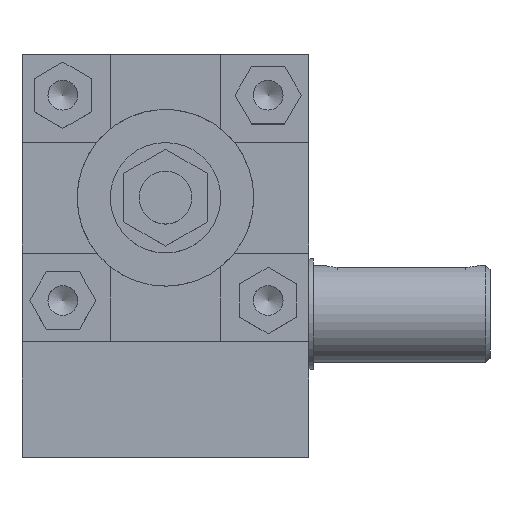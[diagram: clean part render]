
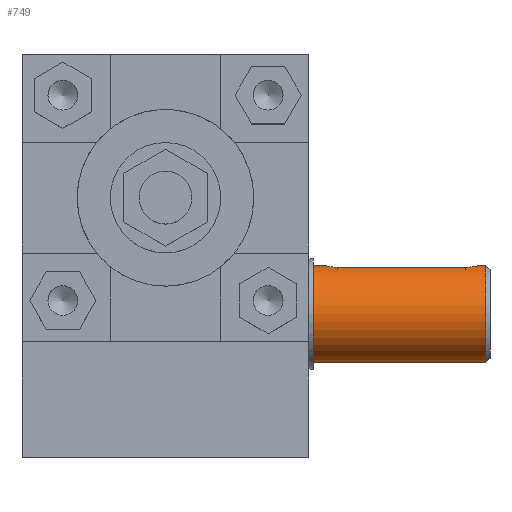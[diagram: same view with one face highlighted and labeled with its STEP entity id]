
A CAD part, top view. The second image highlights one B-rep face of the part: STEP entity #749.
In plain terms, the highlighted cylindrical face has radius 11 mm (diameter 22 mm), a full revolution.
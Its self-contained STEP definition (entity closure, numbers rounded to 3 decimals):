
#654=CARTESIAN_POINT('',(72.5,-26.,-95.5));
#655=VERTEX_POINT('',#654);
#656=CARTESIAN_POINT('',(72.5,-26.,-84.5));
#657=DIRECTION('',(1.0,0.0,0.0));
#658=DIRECTION('',(0.0,0.0,1.0));
#659=AXIS2_PLACEMENT_3D('',#656,#657,#658);
#660=CIRCLE('',#659,11.0);
#661=EDGE_CURVE('',#655,#655,#660,.T.);
#666=CARTESIAN_POINT('',(33.5,-26.,-84.5));
#667=DIRECTION('',(1.0,0.,0.0));
#668=DIRECTION('',(0.0,0.0,1.0));
#669=AXIS2_PLACEMENT_3D('',#666,#667,#668);
#670=CYLINDRICAL_SURFACE('',#669,11.0);
#671=CARTESIAN_POINT('',(33.5,-26.,-95.5));
#672=VERTEX_POINT('',#671);
#673=CARTESIAN_POINT('',(33.5,-26.,-84.5));
#674=DIRECTION('',(-1.0,0.0,0.0));
#675=DIRECTION('',(0.0,0.0,1.0));
#676=AXIS2_PLACEMENT_3D('',#673,#674,#675);
#677=CIRCLE('',#676,11.0);
#678=EDGE_CURVE('',#672,#672,#677,.T.);
#679=ORIENTED_EDGE('',*,*,#678,.F.);
#680=EDGE_LOOP('',(#679));
#681=FACE_OUTER_BOUND('',#680,.T.);
#682=CARTESIAN_POINT('',(68.0,-15.417,-87.5));
#683=VERTEX_POINT('',#682);
#684=CARTESIAN_POINT('',(68.0,-15.417,-81.5));
#685=VERTEX_POINT('',#684);
#686=CARTESIAN_POINT('',(68.0,-15.417,-87.5));
#687=CARTESIAN_POINT('',(68.379,-15.417,-87.5));
#688=CARTESIAN_POINT('',(68.781,-15.395,-87.424));
#689=CARTESIAN_POINT('',(69.52,-15.315,-87.117));
#690=CARTESIAN_POINT('',(69.856,-15.259,-86.887));
#691=CARTESIAN_POINT('',(70.387,-15.154,-86.356));
#692=CARTESIAN_POINT('',(70.617,-15.099,-86.02));
#693=CARTESIAN_POINT('',(70.924,-15.022,-85.281));
#694=CARTESIAN_POINT('',(71.0,-15.,-84.879));
#695=CARTESIAN_POINT('',(71.0,-15.,-84.121));
#696=CARTESIAN_POINT('',(70.924,-15.022,-83.719));
#697=CARTESIAN_POINT('',(70.617,-15.099,-82.98));
#698=CARTESIAN_POINT('',(70.387,-15.154,-82.644));
#699=CARTESIAN_POINT('',(69.856,-15.259,-82.113));
#700=CARTESIAN_POINT('',(69.52,-15.315,-81.883));
#701=CARTESIAN_POINT('',(68.781,-15.395,-81.576));
#702=CARTESIAN_POINT('',(68.379,-15.417,-81.5));
#703=CARTESIAN_POINT('',(68.0,-15.417,-81.5));
#704=B_SPLINE_CURVE_WITH_KNOTS('',3,(#686,#687,#688,#689,#690,#691,#692,#693,#694,#695,#696,#697,#698,#699,#700,#701,#702,#703),.UNSPECIFIED.,.F.,.U.,(4,2,2,2,2,2,2,2,4),(0.0,0.114,0.227,0.341,0.455,0.568,0.682,0.795,0.909),.UNSPECIFIED.);
#705=EDGE_CURVE('',#683,#685,#704,.T.);
#706=ORIENTED_EDGE('',*,*,#705,.T.);
#707=CARTESIAN_POINT('',(39.0,-15.417,-81.5));
#708=VERTEX_POINT('',#707);
#709=CARTESIAN_POINT('',(68.0,-15.417,-81.5));
#710=DIRECTION('',(-1.0,0.0,0.0));
#711=VECTOR('',#710,29.0);
#712=LINE('',#709,#711);
#713=EDGE_CURVE('',#685,#708,#712,.T.);
#714=ORIENTED_EDGE('',*,*,#713,.T.);
#715=CARTESIAN_POINT('',(39.0,-15.417,-87.5));
#716=VERTEX_POINT('',#715);
#717=CARTESIAN_POINT('',(39.0,-15.417,-81.5));
#718=CARTESIAN_POINT('',(38.621,-15.417,-81.5));
#719=CARTESIAN_POINT('',(38.219,-15.395,-81.576));
#720=CARTESIAN_POINT('',(37.48,-15.315,-81.883));
#721=CARTESIAN_POINT('',(37.144,-15.259,-82.113));
#722=CARTESIAN_POINT('',(36.613,-15.154,-82.644));
#723=CARTESIAN_POINT('',(36.383,-15.099,-82.98));
#724=CARTESIAN_POINT('',(36.076,-15.022,-83.719));
#725=CARTESIAN_POINT('',(36.0,-15.,-84.121));
#726=CARTESIAN_POINT('',(36.0,-15.,-84.879));
#727=CARTESIAN_POINT('',(36.076,-15.022,-85.281));
#728=CARTESIAN_POINT('',(36.383,-15.099,-86.02));
#729=CARTESIAN_POINT('',(36.613,-15.154,-86.356));
#730=CARTESIAN_POINT('',(37.144,-15.259,-86.887));
#731=CARTESIAN_POINT('',(37.48,-15.315,-87.117));
#732=CARTESIAN_POINT('',(38.219,-15.395,-87.424));
#733=CARTESIAN_POINT('',(38.621,-15.417,-87.5));
#734=CARTESIAN_POINT('',(39.0,-15.417,-87.5));
#735=B_SPLINE_CURVE_WITH_KNOTS('',3,(#717,#718,#719,#720,#721,#722,#723,#724,#725,#726,#727,#728,#729,#730,#731,#732,#733,#734),.UNSPECIFIED.,.F.,.U.,(4,2,2,2,2,2,2,2,4),(-0.909,-0.795,-0.682,-0.568,-0.455,-0.341,-0.227,-0.114,0.),.UNSPECIFIED.);
#736=EDGE_CURVE('',#708,#716,#735,.T.);
#737=ORIENTED_EDGE('',*,*,#736,.T.);
#738=CARTESIAN_POINT('',(39.0,-15.417,-87.5));
#739=DIRECTION('',(1.0,0.0,0.0));
#740=VECTOR('',#739,29.0);
#741=LINE('',#738,#740);
#742=EDGE_CURVE('',#716,#683,#741,.T.);
#743=ORIENTED_EDGE('',*,*,#742,.T.);
#744=EDGE_LOOP('',(#706,#714,#737,#743));
#745=FACE_BOUND('',#744,.T.);
#746=ORIENTED_EDGE('',*,*,#661,.F.);
#747=EDGE_LOOP('',(#746));
#748=FACE_BOUND('',#747,.T.);
#749=ADVANCED_FACE('',(#681,#745,#748),#670,.T.);
